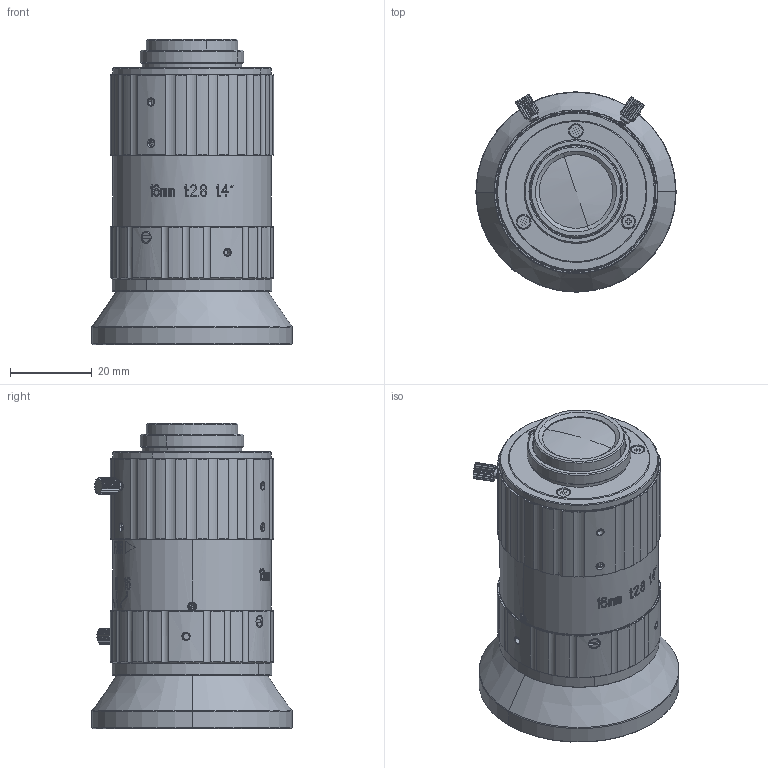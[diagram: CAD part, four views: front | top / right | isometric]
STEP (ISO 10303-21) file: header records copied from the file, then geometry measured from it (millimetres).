
FILE_DESCRIPTION(('FreeCAD Model'),'2;1');
FILE_NAME('Open CASCADE Shape Model','2025-01-22T08:31:06',('Author'),( ''),'Open CASCADE STEP processor 7.8','FreeCAD','Unknown');
FILE_SCHEMA(('AUTOMOTIVE_DESIGN { 1 0 10303 214 1 1 1 1 }'));
Length unit declared in the file: millimetre
Products named in the file (62): VA-LCM-45MP-16MM-F2.8-140; 200_ASM_16_ASM; GB2756A-503_5; SOLID; COMPOUND004; COMPOUND; COMPOUND001; COMPOUND002; COMPOUND003; 202_ASM_4_ASM; GB2756A-502_3; SOLID001; COMPOUND008; COMPOUND005; COMPOUND006; COMPOUND007; GB2756A-535_ASM_1_ASM; MB117-01-02_ASM_1_ASM; MB1425-02-02_000_1; MA117-02-16_1; GB2756A-535_ASM_1_ASM001; MB117-01-02_ASM_1_ASM001; GB2756A-535_ASM_1_ASM002; MB117-01-02_ASM_1_ASM002; GB2756A-535_ASM_1_ASM003; MB117-01-02_ASM_1_ASM003; GB2756A-535_ASM_1_ASM004; MB117-01-02_ASM_1_ASM004; GB2756A-536_2; GB2756A-537_1; GB2756A-315_1; GB2756A-520_1; 201_ASM_2_ASM; GB2756A-501_2; SOLID002; COMPOUND012; COMPOUND009; COMPOUND010; COMPOUND011; GB2756A-301_3 ...
Assembly tree (91 placements, depth 6):
  VA-LCM-45MP-16MM-F2.8-140
    200_ASM_16_ASM
      GB2756A-503_5
        SOLID
        COMPOUND004
          COMPOUND
          COMPOUND001
          COMPOUND002
          COMPOUND003
      202_ASM_4_ASM
        GB2756A-502_3
          SOLID001
          COMPOUND008
            COMPOUND005
            COMPOUND006
            COMPOUND007
        GB2756A-535_ASM_1_ASM
          MB117-01-02_ASM_1_ASM
            MB1425-02-02_000_1  x2
            MA117-02-16_1
        GB2756A-535_ASM_1_ASM001
          MB117-01-02_ASM_1_ASM001
            MB1425-02-02_000_1  x2
            MA117-02-16_1
        GB2756A-535_ASM_1_ASM002
          MB117-01-02_ASM_1_ASM002
            MB1425-02-02_000_1  x2
            MA117-02-16_1
        GB2756A-535_ASM_1_ASM003
          MB117-01-02_ASM_1_ASM003
            MB1425-02-02_000_1  x2
            MA117-02-16_1
        GB2756A-535_ASM_1_ASM004
          MB117-01-02_ASM_1_ASM004
            MB1425-02-02_000_1  x2
            MA117-02-16_1
        GB2756A-536_2
        GB2756A-537_1
        GB2756A-315_1
        GB2756A-520_1
      201_ASM_2_ASM
        GB2756A-501_2
          SOLID002
          COMPOUND012
            COMPOUND009
            COMPOUND010
            COMPOUND011
        GB2756A-301_3
        GB2756A-511_1
      522_1  x6
      M14352001_3  x8
      GB2756A-504_4
        SOLID003
        COMPOUND017
          COMPOUND013
          COMPOUND014
          COMPOUND015
          COMPOUND016
      521_1
      GB2756A-506_6
Bounding box: 49 x 49 x 74.62 mm (x, y, z)
Volume: 43124.4 mm3; surface area: 53692.8 mm2
Topology: 51 solids, 68 shells, 2629 faces, 6731 edges, 4344 vertices
Faces by surface type: plane 893, cylinder 750, bspline 497, cone 419, torus 62, sphere 8
Entity records: 82039 total; most frequent: CARTESIAN_POINT 33624, ORIENTED_EDGE 10380, DIRECTION 8430, EDGE_CURVE 5234, VERTEX_POINT 3434, AXIS2_PLACEMENT_3D 3177, FACE_BOUND 2194, EDGE_LOOP 2194
